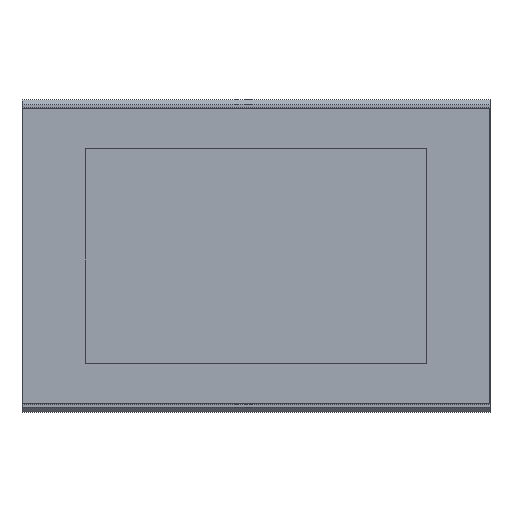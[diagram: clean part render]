
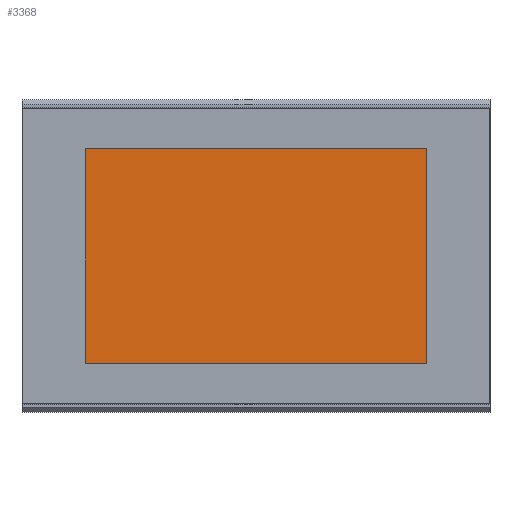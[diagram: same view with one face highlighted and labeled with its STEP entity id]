
A CAD part, top view. The second image highlights one B-rep face of the part: STEP entity #3368.
In plain terms, the highlighted planar face has unit normal (0, 0, 1).
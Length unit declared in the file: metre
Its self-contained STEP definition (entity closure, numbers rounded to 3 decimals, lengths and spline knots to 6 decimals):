
#3368=ADVANCED_FACE('68:338',(#7632),#7633,.F.);
#7632=FACE_OUTER_BOUND('',#13499,.T.);
#7633=PLANE('',#13500);
#13499=EDGE_LOOP('',(#19695,#19696,#19697,#19698));
#13500=AXIS2_PLACEMENT_3D('',#19699,#19700,#19701);
#19695=ORIENTED_EDGE('',*,*,#35196,.T.);
#19696=ORIENTED_EDGE('',*,*,#35184,.T.);
#19697=ORIENTED_EDGE('',*,*,#35189,.T.);
#19698=ORIENTED_EDGE('',*,*,#35193,.T.);
#19699=CARTESIAN_POINT('',(0.1164,0.07343,0.0066));
#19700=DIRECTION('',(-0.0,0.0,-1.0));
#19701=DIRECTION('',(-1.0,-0.0,0.0));
#35184=EDGE_CURVE('68:347',#41467,#41465,#41468,.T.);
#35189=EDGE_CURVE('68:359',#41465,#41473,#41475,.T.);
#35193=EDGE_CURVE('68:368',#41473,#41479,#41481,.T.);
#35196=EDGE_CURVE('68:374',#41479,#41467,#41484,.T.);
#41465=VERTEX_POINT('',#50323);
#41467=VERTEX_POINT('',#50326);
#41468=LINE('',#50327,#50328);
#41473=VERTEX_POINT('',#50335);
#41475=LINE('',#50338,#50339);
#41479=VERTEX_POINT('',#50344);
#41481=LINE('',#50347,#50348);
#41484=LINE('',#50352,#50353);
#50323=CARTESIAN_POINT('',(0.0069,0.14223,0.0066));
#50326=CARTESIAN_POINT('',(0.2259,0.14223,0.0066));
#50327=CARTESIAN_POINT('',(0.2259,0.14223,0.0066));
#50328=VECTOR('',#62006,1.0);
#50335=CARTESIAN_POINT('',(0.0069,0.00463,0.0066));
#50338=CARTESIAN_POINT('',(0.0069,0.14223,0.0066));
#50339=VECTOR('',#62010,1.0);
#50344=CARTESIAN_POINT('',(0.2259,0.00463,0.0066));
#50347=CARTESIAN_POINT('',(0.0069,0.00463,0.0066));
#50348=VECTOR('',#62013,1.0);
#50352=CARTESIAN_POINT('',(0.2259,0.00463,0.0066));
#50353=VECTOR('',#62015,1.0);
#62006=DIRECTION('',(-1.0,0.0,0.0));
#62010=DIRECTION('',(0.0,-1.0,0.0));
#62013=DIRECTION('',(1.0,0.0,0.0));
#62015=DIRECTION('',(0.0,1.0,0.0));
